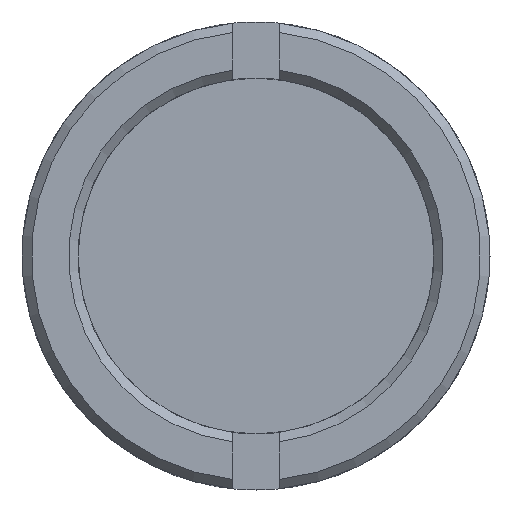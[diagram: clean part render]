
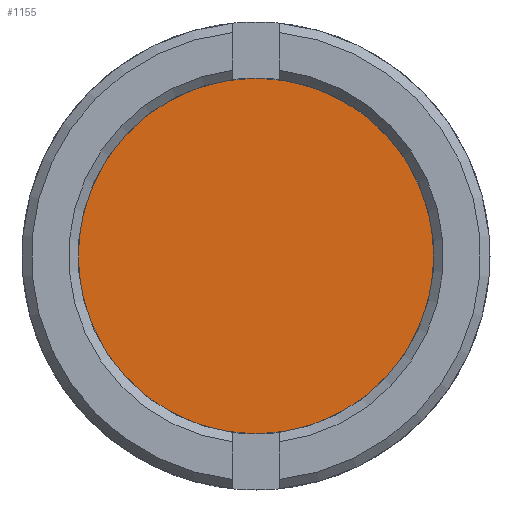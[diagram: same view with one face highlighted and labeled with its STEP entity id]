
A CAD part, front view. The second image highlights one B-rep face of the part: STEP entity #1155.
In plain terms, the highlighted planar face has unit normal (0, -1, 0).
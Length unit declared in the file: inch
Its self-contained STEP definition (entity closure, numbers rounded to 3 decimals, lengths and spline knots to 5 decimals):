
#99 = CARTESIAN_POINT ( 'NONE',  ( 0., 1.675, 0.19 ) ) ;
#101 = CARTESIAN_POINT ( 'NONE',  ( 0., 1.675, -0.19 ) ) ;
#251 = CIRCLE ( 'NONE', #277, 0.19 ) ;
#277 = AXIS2_PLACEMENT_3D ( 'NONE', #1187, #586, #1291 ) ;
#449 = EDGE_CURVE ( 'NONE', #1213, #1083, #251, .T. ) ;
#450 = AXIS2_PLACEMENT_3D ( 'NONE', #1189, #588, #1293 ) ;
#507 = DIRECTION ( 'NONE',  ( 0., -1., 0. ) ) ;
#530 = EDGE_LOOP ( 'NONE', ( #600, #1043 ) ) ;
#586 = DIRECTION ( 'NONE',  ( 0., -1., 0. ) ) ;
#588 = DIRECTION ( 'NONE',  ( 0., -1., 0. ) ) ;
#600 = ORIENTED_EDGE ( 'NONE', *, *, #449, .T. ) ;
#713 = CARTESIAN_POINT ( 'NONE',  ( 0., 1.675, 0. ) ) ;
#896 = AXIS2_PLACEMENT_3D ( 'NONE', #713, #507, #1217 ) ;
#915 = PLANE ( 'NONE',  #896 ) ;
#1000 = FACE_OUTER_BOUND ( 'NONE', #530, .T. ) ;
#1043 = ORIENTED_EDGE ( 'NONE', *, *, #1308, .T. ) ;
#1051 = CIRCLE ( 'NONE', #450, 0.19 ) ;
#1083 = VERTEX_POINT ( 'NONE', #99 ) ;
#1155 = ADVANCED_FACE ( 'NONE', ( #1000 ), #915, .T. ) ;
#1187 = CARTESIAN_POINT ( 'NONE',  ( 0., 1.675, 0. ) ) ;
#1189 = CARTESIAN_POINT ( 'NONE',  ( 0., 1.675, 0. ) ) ;
#1213 = VERTEX_POINT ( 'NONE', #101 ) ;
#1217 = DIRECTION ( 'NONE',  ( 0., 0., -1. ) ) ;
#1291 = DIRECTION ( 'NONE',  ( 0., 0., -1. ) ) ;
#1293 = DIRECTION ( 'NONE',  ( 0., 0., -1. ) ) ;
#1308 = EDGE_CURVE ( 'NONE', #1083, #1213, #1051, .T. ) ;
